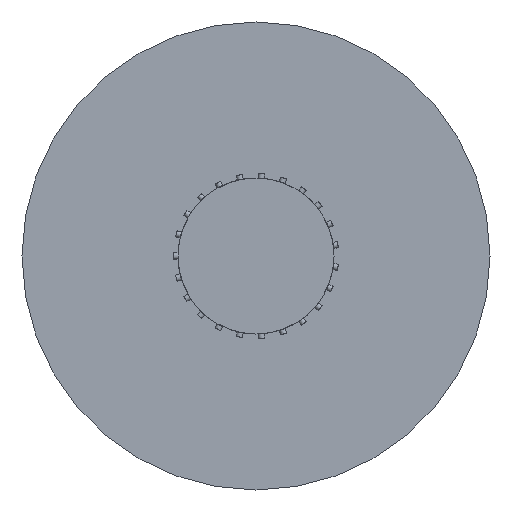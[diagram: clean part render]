
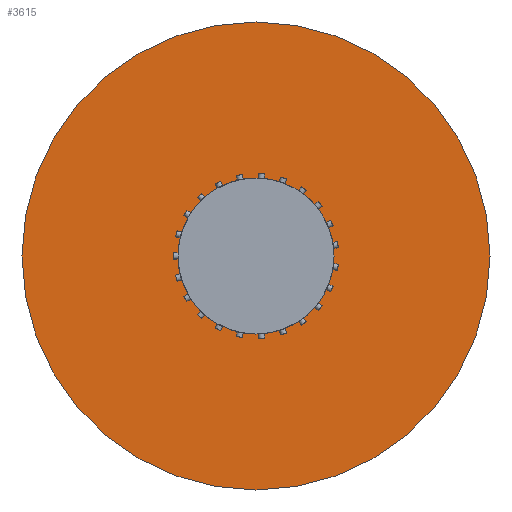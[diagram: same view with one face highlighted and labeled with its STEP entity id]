
A CAD part, left-side view. The second image highlights one B-rep face of the part: STEP entity #3615.
In plain terms, the highlighted planar face has unit normal (-1, 0, 0).
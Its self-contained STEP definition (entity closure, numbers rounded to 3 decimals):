
#119 = AXIS2_PLACEMENT_3D ( 'NONE', #3787, #1753, #711 ) ;
#321 = CARTESIAN_POINT ( 'NONE',  ( 67., 0., 150. ) ) ;
#444 = ORIENTED_EDGE ( 'NONE', *, *, #2083, .T. ) ;
#540 = CIRCLE ( 'NONE', #1636, 50. ) ;
#574 = DIRECTION ( 'NONE',  ( -1., 0., 0. ) ) ;
#600 = DIRECTION ( 'NONE',  ( 0., 0., 1. ) ) ;
#711 = DIRECTION ( 'NONE',  ( 0., 0., -1. ) ) ;
#897 = ORIENTED_EDGE ( 'NONE', *, *, #904, .T. ) ;
#900 = DIRECTION ( 'NONE',  ( -1., 0., 0. ) ) ;
#904 = EDGE_CURVE ( 'NONE', #2162, #3193, #2500, .T. ) ;
#922 = EDGE_CURVE ( 'NONE', #1407, #1729, #540, .T. ) ;
#954 = CARTESIAN_POINT ( 'NONE',  ( 67., 0., 50. ) ) ;
#1053 = CARTESIAN_POINT ( 'NONE',  ( 67., 0., -50. ) ) ;
#1407 = VERTEX_POINT ( 'NONE', #1053 ) ;
#1636 = AXIS2_PLACEMENT_3D ( 'NONE', #3459, #3483, #3084 ) ;
#1729 = VERTEX_POINT ( 'NONE', #954 ) ;
#1740 = EDGE_LOOP ( 'NONE', ( #1817, #3458 ) ) ;
#1753 = DIRECTION ( 'NONE',  ( 1., 0., 0. ) ) ;
#1817 = ORIENTED_EDGE ( 'NONE', *, *, #2811, .F. ) ;
#1979 = PLANE ( 'NONE',  #119 ) ;
#2058 = CARTESIAN_POINT ( 'NONE',  ( 67., 0., 0. ) ) ;
#2083 = EDGE_CURVE ( 'NONE', #3193, #2162, #3554, .T. ) ;
#2131 = AXIS2_PLACEMENT_3D ( 'NONE', #2654, #574, #2960 ) ;
#2162 = VERTEX_POINT ( 'NONE', #321 ) ;
#2500 = CIRCLE ( 'NONE', #3491, 150. ) ;
#2654 = CARTESIAN_POINT ( 'NONE',  ( 67., 0., 0. ) ) ;
#2811 = EDGE_CURVE ( 'NONE', #1729, #1407, #4262, .T. ) ;
#2960 = DIRECTION ( 'NONE',  ( 0., 0., 1. ) ) ;
#3062 = DIRECTION ( 'NONE',  ( 0., 0., 1. ) ) ;
#3084 = DIRECTION ( 'NONE',  ( 0., 0., 1. ) ) ;
#3193 = VERTEX_POINT ( 'NONE', #4113 ) ;
#3270 = AXIS2_PLACEMENT_3D ( 'NONE', #3968, #900, #600 ) ;
#3382 = FACE_OUTER_BOUND ( 'NONE', #3504, .T. ) ;
#3458 = ORIENTED_EDGE ( 'NONE', *, *, #922, .F. ) ;
#3459 = CARTESIAN_POINT ( 'NONE',  ( 67., 0., 0. ) ) ;
#3483 = DIRECTION ( 'NONE',  ( -1., 0., 0. ) ) ;
#3491 = AXIS2_PLACEMENT_3D ( 'NONE', #2058, #4155, #3062 ) ;
#3504 = EDGE_LOOP ( 'NONE', ( #897, #444 ) ) ;
#3554 = CIRCLE ( 'NONE', #2131, 150. ) ;
#3615 = ADVANCED_FACE ( 'NONE', ( #3681, #3382 ), #1979, .F. ) ;
#3681 = FACE_BOUND ( 'NONE', #1740, .T. ) ;
#3787 = CARTESIAN_POINT ( 'NONE',  ( 67., 50., 0. ) ) ;
#3968 = CARTESIAN_POINT ( 'NONE',  ( 67., 0., 0. ) ) ;
#4113 = CARTESIAN_POINT ( 'NONE',  ( 67., 0., -150. ) ) ;
#4155 = DIRECTION ( 'NONE',  ( -1., 0., 0. ) ) ;
#4262 = CIRCLE ( 'NONE', #3270, 50. ) ;
